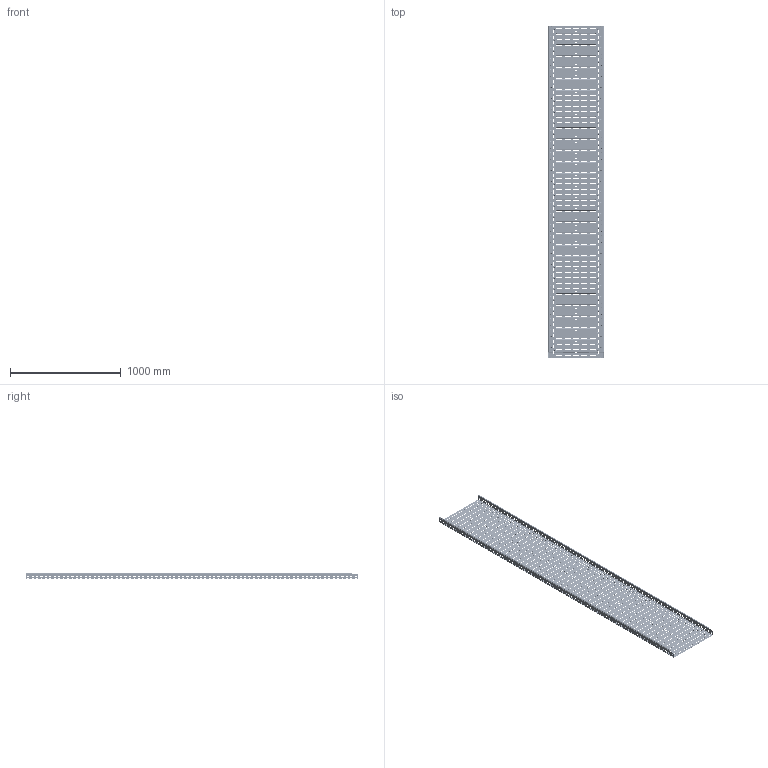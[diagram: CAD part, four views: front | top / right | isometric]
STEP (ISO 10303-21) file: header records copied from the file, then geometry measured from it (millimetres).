
FILE_DESCRIPTION(/* description */ (''),/* implementation_level */ '2;1');
FILE_NAME(/* name */ 'KGJ500H60_3.stp',/* time_stamp */ '2020-03-24T14:02:31+01:00',/* author */ ('stanislaw.luczak'),/* organization */ (''),/* preprocessor_version */ 'ST-DEVELOPER v18',/* originating_system */ 'Autodesk Inventor 2020',/* authorisation */ '');
FILE_SCHEMA (('AUTOMOTIVE_DESIGN { 1 0 10303 214 3 1 1 }'));
Products named in the file (1): KGJ500H60_3
Bounding box: 502 x 3000 x 62.17 mm (x, y, z)
Volume: 1724914.3 mm3; surface area: 3528595.6 mm2
Topology: 1 solids, 1 shells, 14038 faces, 33974 edges, 20726 vertices
Faces by surface type: plane 5297, cylinder 5127, torus 2389, cone 1192, bspline 33
Full cylindrical faces by diameter (mm): 11 x44
Entity records: 412253 total; most frequent: DIRECTION 76546, CARTESIAN_POINT 69845, ORIENTED_EDGE 67948, EDGE_CURVE 33974, AXIS2_PLACEMENT_3D 28610, VERTEX_POINT 20726, LINE 19326, VECTOR 19326
